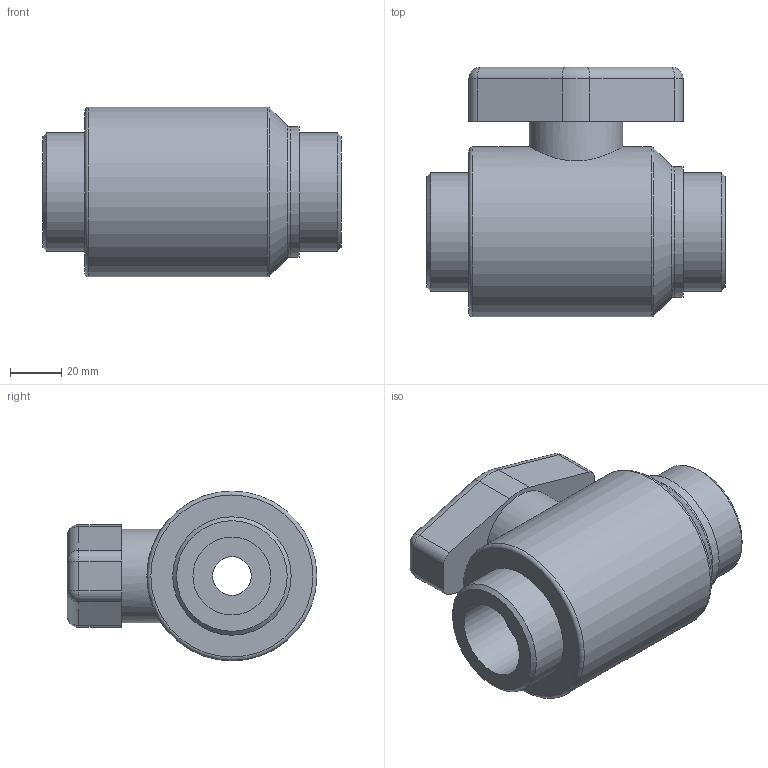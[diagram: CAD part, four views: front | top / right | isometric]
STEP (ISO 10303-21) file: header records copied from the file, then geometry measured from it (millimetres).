
FILE_DESCRIPTION(/* description */ ('PLASSON BALL VALVE DN25 FEMALE 1" BSPT'),/* implementation_level */ '2;1');
FILE_NAME(/* name */ '0370300010_037030F010.ipt.stp',/* time_stamp */ '2017-10-01T14:30:31+03:00',/* author */ ('KIM'),/* organization */ (''),/* preprocessor_version */ 'ST-DEVELOPER v15.6',/* originating_system */ 'Autodesk Inventor 2015',/* authorisation */ '');
FILE_SCHEMA (('AUTOMOTIVE_DESIGN { 1 0 10303 214 3 1 1 }'));
Length unit declared in the file: millimetre
Products named in the file (1): 0370300010_037030F010
Bounding box: 116 x 97 x 66 mm (x, y, z)
Volume: 347234.8 mm3; surface area: 42455 mm2
Topology: 1 solids, 1 shells, 46 faces, 94 edges, 55 vertices
Faces by surface type: cylinder 20, plane 14, torus 5, sphere 4, cone 3
Full cylindrical faces by diameter (mm): 15.048 x1, 30.291 x2, 36.349 x1, 46 x2, 50.6 x1, 66 x1
Entity records: 1198 total; most frequent: CARTESIAN_POINT 242, DIRECTION 216, ORIENTED_EDGE 154, AXIS2_PLACEMENT_3D 93, EDGE_CURVE 77, EDGE_LOOP 68, VERTEX_POINT 53, FACE_OUTER_BOUND 46
